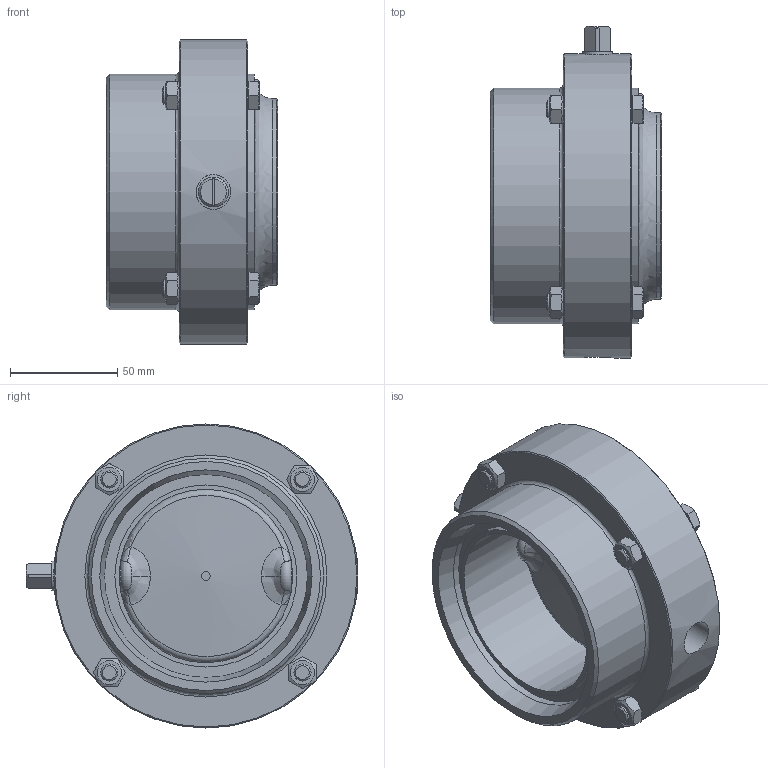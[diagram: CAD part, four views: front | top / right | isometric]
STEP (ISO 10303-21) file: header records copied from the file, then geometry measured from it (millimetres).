
FILE_DESCRIPTION((''),'2;1');
FILE_NAME('55200080X130.stp','2010-10-29T09:19:50',('Creator'),(''),'Autodesk Inventor 2010','Autodesk Inventor 2010','');
FILE_SCHEMA(('AUTOMOTIVE_DESIGN { 1 0 10303 214 1 1 1 1 }'));
Length unit declared in the file: millimetre
Products named in the file (1): 55200080X130
Bounding box: 80 x 155 x 142 mm (x, y, z)
Volume: 534514.3 mm3; surface area: 96339.2 mm2
Topology: 1 solids, 5 shells, 223 faces, 524 edges, 333 vertices
Faces by surface type: plane 99, cone 55, cylinder 43, bspline 18, torus 8
Full cylindrical faces by diameter (mm): 4.134 x1, 7.323 x4, 8 x8, 8.5 x4, 11.4 x4, 14 x2, 16.2 x2, 81 x2, 85 x1, 87 x1, 94.8 x1, 110 x2, 142 x1
Entity records: 8027 total; most frequent: CARTESIAN_POINT 3629, ORIENTED_EDGE 884, DIRECTION 844, EDGE_CURVE 442, AXIS2_PLACEMENT_3D 372, EDGE_LOOP 318, VERTEX_POINT 314, FACE_OUTER_BOUND 222
